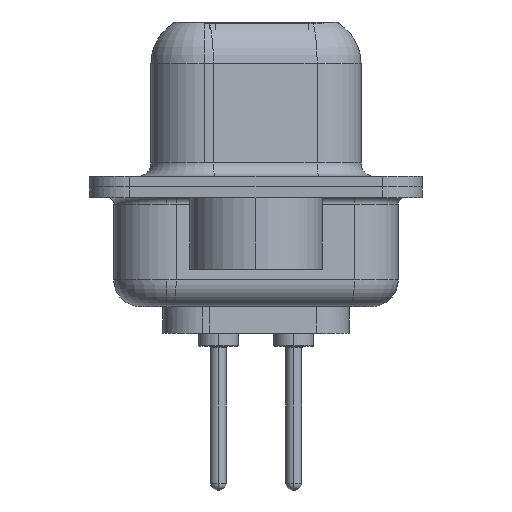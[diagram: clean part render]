
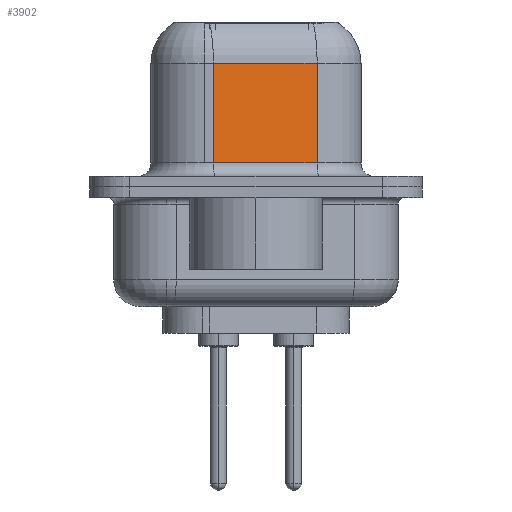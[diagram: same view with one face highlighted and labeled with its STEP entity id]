
A CAD part, left-side view. The second image highlights one B-rep face of the part: STEP entity #3902.
In plain terms, the highlighted planar face has unit normal (-0.985, -0.174, 0).
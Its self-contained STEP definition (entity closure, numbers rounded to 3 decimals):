
#671 = CARTESIAN_POINT ( 'NONE',  ( 4.38, 1.603, 6.4 ) ) ;
#2494 = LINE ( 'NONE', #10716, #15849 ) ;
#3902 = ADVANCED_FACE ( 'NONE', ( #17884 ), #24984, .F. ) ;
#7002 = ORIENTED_EDGE ( 'NONE', *, *, #24297, .F. ) ;
#8043 = CARTESIAN_POINT ( 'NONE',  ( 5.068, -2.297, 6.4 ) ) ;
#8046 = ORIENTED_EDGE ( 'NONE', *, *, #9183, .T. ) ;
#9183 = EDGE_CURVE ( 'NONE', #18793, #22195, #11366, .T. ) ;
#10619 = AXIS2_PLACEMENT_3D ( 'NONE', #8043, #16791, #24723 ) ;
#10716 = CARTESIAN_POINT ( 'NONE',  ( 5.068, -2.297, 4.65 ) ) ;
#11346 = LINE ( 'NONE', #671, #19242 ) ;
#11366 = LINE ( 'NONE', #13237, #24625 ) ;
#11701 = DIRECTION ( 'NONE',  ( 0., 0., -1. ) ) ;
#11984 = CARTESIAN_POINT ( 'NONE',  ( 5.068, -2.297, 6.4 ) ) ;
#12040 = DIRECTION ( 'NONE',  ( 0.174, -0.985, 0. ) ) ;
#12975 = VERTEX_POINT ( 'NONE', #21986 ) ;
#13237 = CARTESIAN_POINT ( 'NONE',  ( 5.068, -2.297, 0.9 ) ) ;
#15383 = DIRECTION ( 'NONE',  ( 0., 0., -1. ) ) ;
#15849 = VECTOR ( 'NONE', #18943, 1000. ) ;
#16009 = LINE ( 'NONE', #11984, #19760 ) ;
#16360 = ORIENTED_EDGE ( 'NONE', *, *, #20717, .T. ) ;
#16791 = DIRECTION ( 'NONE',  ( 0.985, 0.174, 0. ) ) ;
#17884 = FACE_OUTER_BOUND ( 'NONE', #25838, .T. ) ;
#18793 = VERTEX_POINT ( 'NONE', #24775 ) ;
#18943 = DIRECTION ( 'NONE',  ( -0.174, 0.985, 0. ) ) ;
#19242 = VECTOR ( 'NONE', #15383, 1000. ) ;
#19760 = VECTOR ( 'NONE', #11701, 1000. ) ;
#20717 = EDGE_CURVE ( 'NONE', #12975, #18793, #11346, .T. ) ;
#21672 = VERTEX_POINT ( 'NONE', #23376 ) ;
#21726 = CARTESIAN_POINT ( 'NONE',  ( 5.068, -2.297, 0.9 ) ) ;
#21986 = CARTESIAN_POINT ( 'NONE',  ( 4.38, 1.603, 4.65 ) ) ;
#22116 = EDGE_CURVE ( 'NONE', #21672, #12975, #2494, .T. ) ;
#22195 = VERTEX_POINT ( 'NONE', #21726 ) ;
#23376 = CARTESIAN_POINT ( 'NONE',  ( 5.068, -2.297, 4.65 ) ) ;
#24297 = EDGE_CURVE ( 'NONE', #21672, #22195, #16009, .T. ) ;
#24625 = VECTOR ( 'NONE', #12040, 1000. ) ;
#24723 = DIRECTION ( 'NONE',  ( -0.174, 0.985, 0. ) ) ;
#24775 = CARTESIAN_POINT ( 'NONE',  ( 4.38, 1.603, 0.9 ) ) ;
#24984 = PLANE ( 'NONE',  #10619 ) ;
#25838 = EDGE_LOOP ( 'NONE', ( #7002, #26156, #16360, #8046 ) ) ;
#26156 = ORIENTED_EDGE ( 'NONE', *, *, #22116, .T. ) ;
